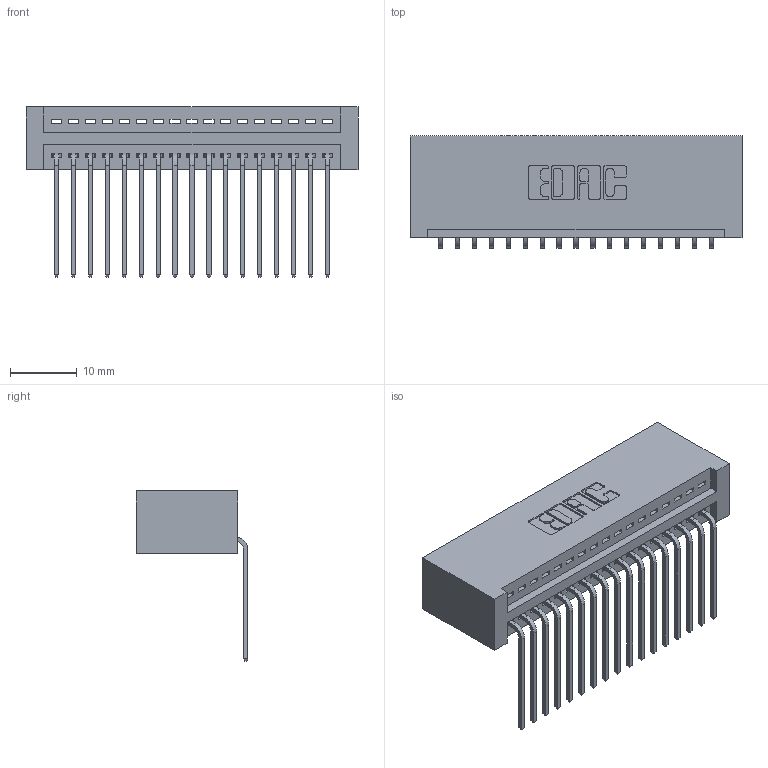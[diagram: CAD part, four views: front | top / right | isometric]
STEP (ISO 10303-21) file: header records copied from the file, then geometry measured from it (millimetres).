
FILE_DESCRIPTION (( 'STEP AP203' ), '1' );
FILE_NAME ('345-017-559-101.STEP', '2018-08-19T04:40:28', ( '' ), ( '' ), 'SwSTEP 2.0', 'SolidWorks 2016', '' );
FILE_SCHEMA (( 'CONFIG_CONTROL_DESIGN' ));
Length unit declared in the file: inch
Products named in the file (3): 345 Part_No Mounting Lugs; 345-292-001_558 559 Tail - 1; 345-017-559-101
Assembly tree (18 placements, depth 2):
  345-017-559-101
    345 Part_No Mounting Lugs
    345-292-001_558 559 Tail - 1  x17
Bounding box: 49.78 x 16.75 x 25.53 mm (x, y, z)
Volume: 4991.1 mm3; surface area: 7089.6 mm2
Topology: 18 solids, 18 shells, 1138 faces, 3410 edges, 2250 vertices
Faces by surface type: plane 790, cylinder 348
Entity records: 15967 total; most frequent: CARTESIAN_POINT 2775, ORIENTED_EDGE 2726, DIRECTION 2453, EDGE_CURVE 1363, VECTOR 1171, LINE 1171, VERTEX_POINT 906, AXIS2_PLACEMENT_3D 641
